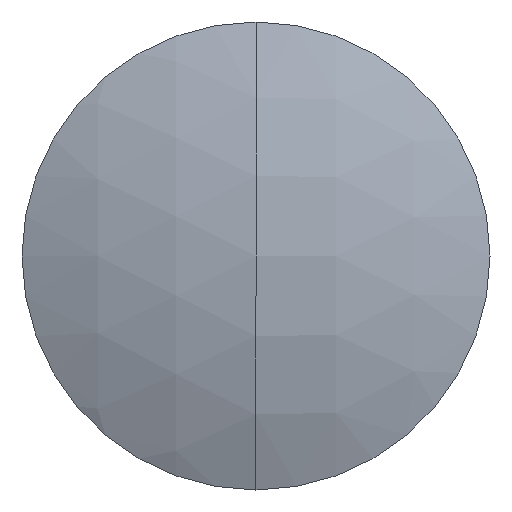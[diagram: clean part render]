
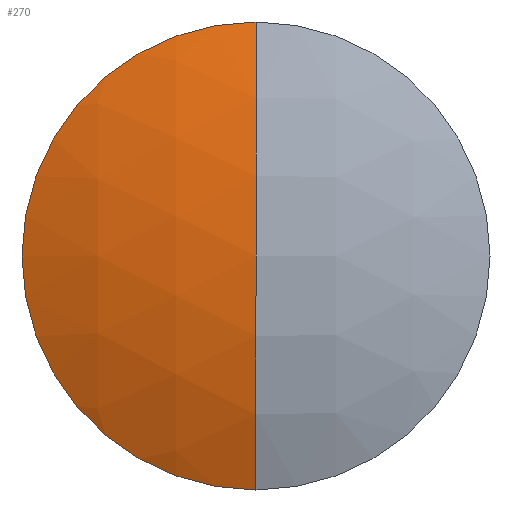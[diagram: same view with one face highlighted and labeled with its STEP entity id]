
A CAD part, left-side view. The second image highlights one B-rep face of the part: STEP entity #270.
In plain terms, the highlighted spherical face has radius 20.616 mm.
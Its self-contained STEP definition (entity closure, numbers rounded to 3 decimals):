
#22 = EDGE_CURVE ( 'NONE', #91, #172, #321, .T. ) ;
#41 = VERTEX_POINT ( 'NONE', #323 ) ;
#44 = DIRECTION ( 'NONE',  ( 0., 0., -1. ) ) ;
#60 = DIRECTION ( 'NONE',  ( -1., 0., 0. ) ) ;
#73 = AXIS2_PLACEMENT_3D ( 'NONE', #249, #60, #165 ) ;
#90 = ORIENTED_EDGE ( 'NONE', *, *, #22, .T. ) ;
#91 = VERTEX_POINT ( 'NONE', #206 ) ;
#100 = ORIENTED_EDGE ( 'NONE', *, *, #231, .F. ) ;
#106 = CARTESIAN_POINT ( 'NONE',  ( 35.358, 0., 0. ) ) ;
#107 = AXIS2_PLACEMENT_3D ( 'NONE', #160, #131, #151 ) ;
#120 = FACE_OUTER_BOUND ( 'NONE', #211, .T. ) ;
#122 = AXIS2_PLACEMENT_3D ( 'NONE', #106, #316, #44 ) ;
#131 = DIRECTION ( 'NONE',  ( 0., 1., 0. ) ) ;
#151 = DIRECTION ( 'NONE',  ( 0., 0., 1. ) ) ;
#160 = CARTESIAN_POINT ( 'NONE',  ( 35.358, 0., 0. ) ) ;
#165 = DIRECTION ( 'NONE',  ( 0., 0., 1. ) ) ;
#167 = DIRECTION ( 'NONE',  ( 0., 1., 0. ) ) ;
#172 = VERTEX_POINT ( 'NONE', #336 ) ;
#206 = CARTESIAN_POINT ( 'NONE',  ( 16.358, 0., 8. ) ) ;
#211 = EDGE_LOOP ( 'NONE', ( #90, #224, #100 ) ) ;
#213 = EDGE_CURVE ( 'NONE', #172, #41, #313, .T. ) ;
#224 = ORIENTED_EDGE ( 'NONE', *, *, #213, .T. ) ;
#231 = EDGE_CURVE ( 'NONE', #91, #41, #252, .T. ) ;
#241 = DIRECTION ( 'NONE',  ( 0., 0., 1. ) ) ;
#249 = CARTESIAN_POINT ( 'NONE',  ( 16.358, 0., 0. ) ) ;
#252 = CIRCLE ( 'NONE', #122, 20.616 ) ;
#270 = ADVANCED_FACE ( 'NONE', ( #120 ), #280, .T. ) ;
#280 = SPHERICAL_SURFACE ( 'NONE', #327, 20.616 ) ;
#313 = CIRCLE ( 'NONE', #107, 20.616 ) ;
#316 = DIRECTION ( 'NONE',  ( 0., -1., 0. ) ) ;
#321 = CIRCLE ( 'NONE', #73, 8. ) ;
#323 = CARTESIAN_POINT ( 'NONE',  ( 14.742, 0., 0. ) ) ;
#327 = AXIS2_PLACEMENT_3D ( 'NONE', #345, #167, #241 ) ;
#336 = CARTESIAN_POINT ( 'NONE',  ( 16.358, 0., -8. ) ) ;
#345 = CARTESIAN_POINT ( 'NONE',  ( 35.358, 0., 0. ) ) ;
